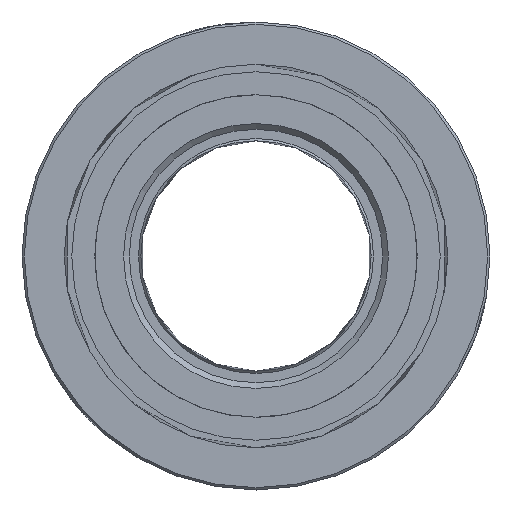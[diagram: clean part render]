
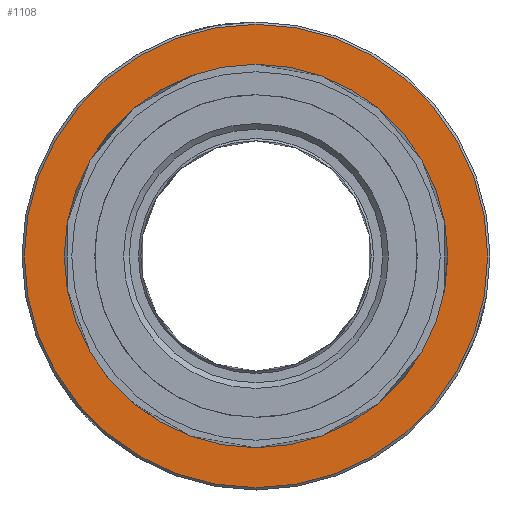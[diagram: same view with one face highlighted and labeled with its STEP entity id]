
A CAD part, front view. The second image highlights one B-rep face of the part: STEP entity #1108.
In plain terms, the highlighted planar face has unit normal (0, -1, 0).
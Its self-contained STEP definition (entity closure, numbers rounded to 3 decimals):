
#6 = EDGE_LOOP ( 'NONE', ( #682 ) ) ;
#279 = DIRECTION ( 'NONE',  ( 0., 0., -1. ) ) ;
#298 = DIRECTION ( 'NONE',  ( 0., -1., 0. ) ) ;
#307 = DIRECTION ( 'NONE',  ( 0., 0., 1. ) ) ;
#434 = CARTESIAN_POINT ( 'NONE',  ( 45.639, -12.344, 43.323 ) ) ;
#466 = CARTESIAN_POINT ( 'NONE',  ( 45.639, -12.344, 43.323 ) ) ;
#487 = EDGE_LOOP ( 'NONE', ( #1112 ) ) ;
#528 = VERTEX_POINT ( 'NONE', #1823 ) ;
#592 = AXIS2_PLACEMENT_3D ( 'NONE', #434, #1085, #928 ) ;
#682 = ORIENTED_EDGE ( 'NONE', *, *, #1569, .F. ) ;
#687 = CIRCLE ( 'NONE', #592, 20.12 ) ;
#744 = AXIS2_PLACEMENT_3D ( 'NONE', #1423, #298, #279 ) ;
#928 = DIRECTION ( 'NONE',  ( -1., 0., 0. ) ) ;
#1085 = DIRECTION ( 'NONE',  ( 0., 1., 0. ) ) ;
#1106 = FACE_OUTER_BOUND ( 'NONE', #6, .T. ) ;
#1108 = ADVANCED_FACE ( 'NONE', ( #1917, #1106 ), #1927, .T. ) ;
#1109 = CIRCLE ( 'NONE', #1650, 16.65 ) ;
#1112 = ORIENTED_EDGE ( 'NONE', *, *, #1198, .T. ) ;
#1116 = DIRECTION ( 'NONE',  ( 0., 1., 0. ) ) ;
#1198 = EDGE_CURVE ( 'NONE', #528, #528, #1109, .T. ) ;
#1365 = CARTESIAN_POINT ( 'NONE',  ( 25.519, -12.344, 43.323 ) ) ;
#1423 = CARTESIAN_POINT ( 'NONE',  ( 41.437, -12.344, 43.323 ) ) ;
#1569 = EDGE_CURVE ( 'NONE', #1834, #1834, #687, .T. ) ;
#1650 = AXIS2_PLACEMENT_3D ( 'NONE', #466, #1116, #307 ) ;
#1823 = CARTESIAN_POINT ( 'NONE',  ( 45.639, -12.344, 59.972 ) ) ;
#1834 = VERTEX_POINT ( 'NONE', #1365 ) ;
#1917 = FACE_BOUND ( 'NONE', #487, .T. ) ;
#1927 = PLANE ( 'NONE',  #744 ) ;
